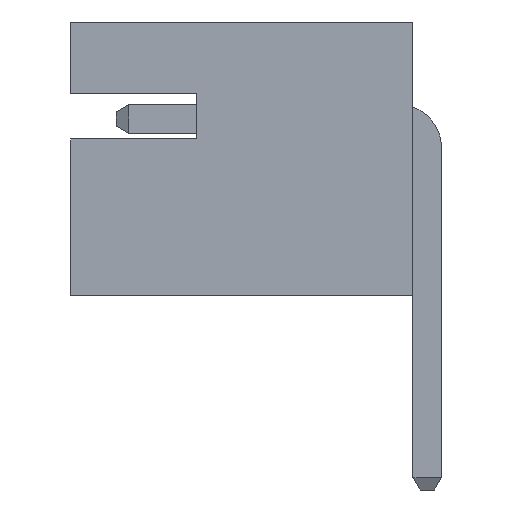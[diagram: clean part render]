
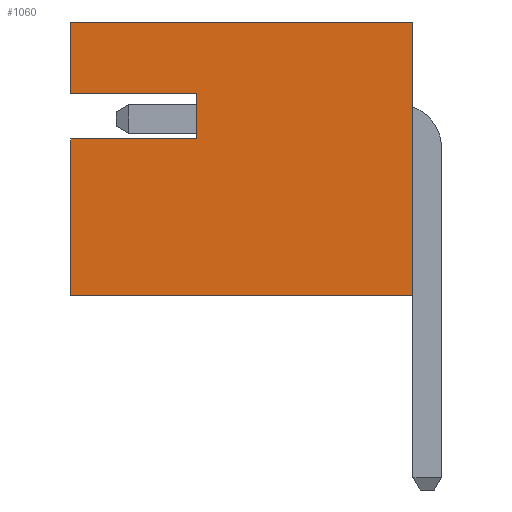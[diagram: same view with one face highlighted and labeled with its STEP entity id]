
A CAD part, left-side view. The second image highlights one B-rep face of the part: STEP entity #1060.
In plain terms, the highlighted planar face has unit normal (-1, 0, 0).
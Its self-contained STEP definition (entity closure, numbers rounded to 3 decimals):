
#1060=ADVANCED_FACE('',(#1994),#1996,.T.);
#1994=FACE_BOUND('',#1995,.T.);
#1995=EDGE_LOOP('',(#2770,#2771,#2772,#2773,#2774,#2775,#2776,#2777));
#1996=PLANE('',#1997);
#1997=AXIS2_PLACEMENT_3D('',#1998,#1999,#2000);
#1998=CARTESIAN_POINT('',(-26.,0.25,0.));
#1999=DIRECTION('',(-1.,0.,0.));
#2000=DIRECTION('',(0.,0.,1.));
#2770=ORIENTED_EDGE('',*,*,#3270,.T.);
#2771=ORIENTED_EDGE('',*,*,#3271,.T.);
#2772=ORIENTED_EDGE('',*,*,#3272,.F.);
#2773=ORIENTED_EDGE('',*,*,#3200,.F.);
#2774=ORIENTED_EDGE('',*,*,#3250,.T.);
#2775=ORIENTED_EDGE('',*,*,#3263,.T.);
#2776=ORIENTED_EDGE('',*,*,#3273,.F.);
#2777=ORIENTED_EDGE('',*,*,#3274,.T.);
#3200=EDGE_CURVE('',#3661,#3663,#3664,.T.);
#3250=EDGE_CURVE('',#3661,#3724,#3726,.T.);
#3263=EDGE_CURVE('',#3724,#3749,#3751,.T.);
#3270=EDGE_CURVE('',#3762,#3763,#3764,.F.);
#3271=EDGE_CURVE('',#3763,#3765,#3766,.F.);
#3272=EDGE_CURVE('',#3663,#3765,#3767,.T.);
#3273=EDGE_CURVE('',#3768,#3749,#3769,.T.);
#3274=EDGE_CURVE('',#3768,#3762,#3770,.F.);
#3661=VERTEX_POINT('',#4513);
#3663=VERTEX_POINT('',#4517);
#3664=LINE('',#4518,#4519);
#3724=VERTEX_POINT('',#4676);
#3726=LINE('',#4680,#4681);
#3749=VERTEX_POINT('',#4727);
#3751=LINE('',#4731,#4732);
#3762=VERTEX_POINT('',#4756);
#3763=VERTEX_POINT('',#4757);
#3764=LINE('',#4758,#4759);
#3765=VERTEX_POINT('',#4761);
#3766=LINE('',#4762,#4763);
#3767=LINE('',#4765,#4766);
#3768=VERTEX_POINT('',#4768);
#3769=LINE('',#4769,#4770);
#3770=LINE('',#4772,#4773);
#4513=CARTESIAN_POINT('',(-26.,0.25,0.));
#4517=CARTESIAN_POINT('',(-26.,6.25,0.));
#4518=CARTESIAN_POINT('',(-26.,0.25,0.));
#4519=VECTOR('',#4520,1.);
#4520=DIRECTION('',(0.,1.,0.));
#4676=CARTESIAN_POINT('',(-26.,0.25,4.8));
#4680=CARTESIAN_POINT('',(-26.,0.25,0.));
#4681=VECTOR('',#4682,1.);
#4682=DIRECTION('',(0.,0.,1.));
#4727=CARTESIAN_POINT('',(-26.,6.25,4.8));
#4731=CARTESIAN_POINT('',(-26.,0.25,4.8));
#4732=VECTOR('',#4733,1.);
#4733=DIRECTION('',(0.,1.,0.));
#4756=CARTESIAN_POINT('',(-26.,4.05,3.55));
#4757=CARTESIAN_POINT('',(-26.,4.05,2.75));
#4758=CARTESIAN_POINT('',(-26.,4.05,2.75));
#4759=VECTOR('',#4760,1.);
#4760=DIRECTION('',(0.,0.,1.));
#4761=CARTESIAN_POINT('',(-26.,6.25,2.75));
#4762=CARTESIAN_POINT('',(-26.,6.25,2.75));
#4763=VECTOR('',#4764,1.);
#4764=DIRECTION('',(0.,-1.,0.));
#4765=CARTESIAN_POINT('',(-26.,6.25,0.));
#4766=VECTOR('',#4767,1.);
#4767=DIRECTION('',(0.,0.,1.));
#4768=CARTESIAN_POINT('',(-26.,6.25,3.55));
#4769=CARTESIAN_POINT('',(-26.,6.25,3.55));
#4770=VECTOR('',#4771,1.);
#4771=DIRECTION('',(0.,0.,1.));
#4772=CARTESIAN_POINT('',(-26.,4.05,3.55));
#4773=VECTOR('',#4774,1.);
#4774=DIRECTION('',(0.,1.,0.));
